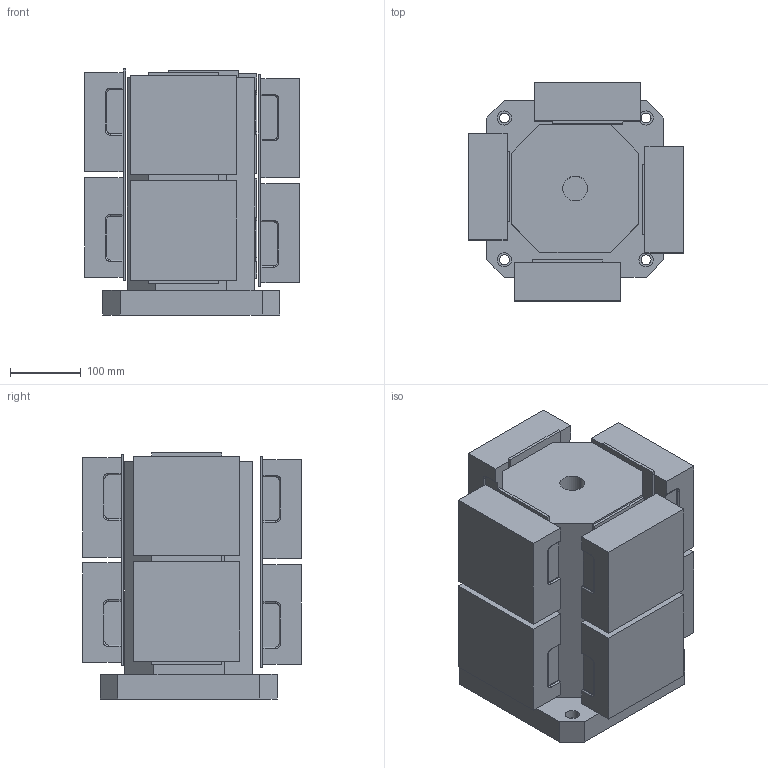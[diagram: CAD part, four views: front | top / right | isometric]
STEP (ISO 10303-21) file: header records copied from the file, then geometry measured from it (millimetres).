
FILE_DESCRIPTION (( 'STEP AP203' ), '1' );
FILE_NAME ('10301.STEP', '2025-03-15T09:04:36', ( '微软用户' ), ( '微软中国' ), 'SwSTEP 2.0', 'SolidWorks 2016', '' );
FILE_SCHEMA (( 'CONFIG_CONTROL_DESIGN' ));
Length unit declared in the file: millimetre
Products named in the file (7): Assem3_3; 17_1; 3_1; 10301; Assem1; 2_1; 4_1
Assembly tree (10 placements, depth 4):
  10301
    4_1
    17_1
    Assem1  x4
      3_1
      Assem3_3
        2_1
Bounding box: 302.7 x 308.17 x 347.25 mm (x, y, z)
Volume: 19959535.2 mm3; surface area: 1257938.7 mm2
Topology: 14 solids, 14 shells, 390 faces, 990 edges, 632 vertices
Faces by surface type: plane 196, cylinder 154, bspline 32, cone 8
Entity records: 4745 total; most frequent: CARTESIAN_POINT 731, DIRECTION 706, ORIENTED_EDGE 624, EDGE_CURVE 312, AXIS2_PLACEMENT_3D 259, VERTEX_POINT 204, LINE 188, VECTOR 188
